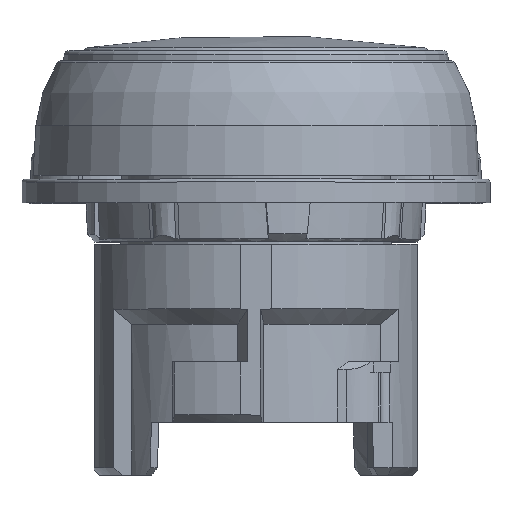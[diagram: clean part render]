
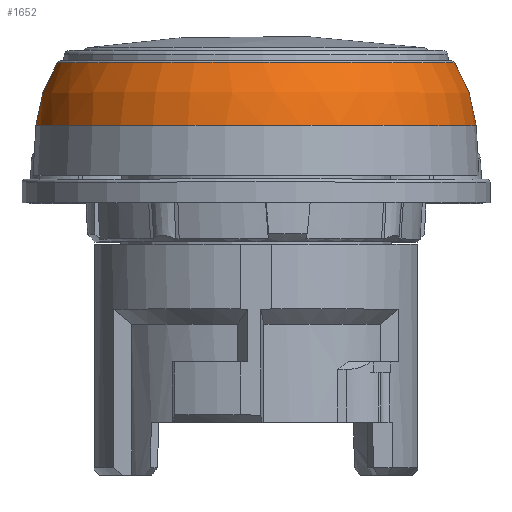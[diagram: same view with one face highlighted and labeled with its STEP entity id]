
A CAD part, top view. The second image highlights one B-rep face of the part: STEP entity #1652.
In plain terms, the highlighted free-form (B-spline) face has degree [2, 2] with [3, 9] control points.
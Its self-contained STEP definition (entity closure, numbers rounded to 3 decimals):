
#54=(
BOUNDED_SURFACE()
B_SPLINE_SURFACE(2,2,((#11263,#11264,#11265,#11266,#11267,#11268,#11269,
#11270,#11271),(#11272,#11273,#11274,#11275,#11276,#11277,#11278,#11279,
#11280),(#11281,#11282,#11283,#11284,#11285,#11286,#11287,#11288,#11289)),
 .UNSPECIFIED.,.F.,.T.,.F.)
B_SPLINE_SURFACE_WITH_KNOTS((3,3),(1,2,2,2,2,2,1),(0.,1.),(-0.25,
0.,0.25,0.5,0.75,1.,1.25),.UNSPECIFIED.)
GEOMETRIC_REPRESENTATION_ITEM()
RATIONAL_B_SPLINE_SURFACE(((1.,0.707,1.,0.707,1.,
0.707,1.,0.707,1.),(0.961,0.68,
0.961,0.68,0.961,0.68,
0.961,0.68,0.961),(1.,0.707,
1.,0.707,1.,0.707,1.,0.707,1.)))
REPRESENTATION_ITEM('')
SURFACE()
);
#1652=ADVANCED_FACE('',(#2060),#54,.F.);
#2060=FACE_OUTER_BOUND('',#2388,.T.);
#2388=EDGE_LOOP('',(#3609,#3610,#3611,#3612,#3613,#3614));
#2582=(
BOUNDED_CURVE()
B_SPLINE_CURVE(2,(#11256,#11257,#11258),.UNSPECIFIED.,.F.,.F.)
B_SPLINE_CURVE_WITH_KNOTS((3,3),(0.,1.),.UNSPECIFIED.)
CURVE()
GEOMETRIC_REPRESENTATION_ITEM()
RATIONAL_B_SPLINE_CURVE((1.,0.961,1.))
REPRESENTATION_ITEM('')
);
#3609=ORIENTED_EDGE('',*,*,#5700,.F.);
#3610=ORIENTED_EDGE('',*,*,#5701,.F.);
#3611=ORIENTED_EDGE('',*,*,#5702,.T.);
#3612=ORIENTED_EDGE('',*,*,#5703,.T.);
#3613=ORIENTED_EDGE('',*,*,#5704,.T.);
#3614=ORIENTED_EDGE('',*,*,#5702,.F.);
#4809=VERTEX_POINT('',#11253);
#4810=VERTEX_POINT('',#11254);
#4811=VERTEX_POINT('',#11259);
#4812=VERTEX_POINT('',#11261);
#5700=EDGE_CURVE('',#4809,#4810,#6377,.T.);
#5701=EDGE_CURVE('',#4810,#4809,#6378,.T.);
#5702=EDGE_CURVE('',#4810,#4811,#2582,.T.);
#5703=EDGE_CURVE('',#4811,#4812,#6379,.T.);
#5704=EDGE_CURVE('',#4812,#4811,#6380,.T.);
#6377=CIRCLE('',#6996,14.593);
#6378=CIRCLE('',#6997,14.593);
#6379=CIRCLE('',#6998,13.155);
#6380=CIRCLE('',#6999,13.155);
#6996=AXIS2_PLACEMENT_3D('',#11252,#8472,#8473);
#6997=AXIS2_PLACEMENT_3D('',#11255,#8474,#8475);
#6998=AXIS2_PLACEMENT_3D('',#11260,#8476,#8477);
#6999=AXIS2_PLACEMENT_3D('',#11262,#8478,#8479);
#8472=DIRECTION('',(0.,-1.,0.));
#8473=DIRECTION('',(-0.469,0.,0.883));
#8474=DIRECTION('',(0.,-1.,0.));
#8475=DIRECTION('',(-0.469,0.,0.883));
#8476=DIRECTION('',(0.,-1.,0.));
#8477=DIRECTION('',(-0.469,0.,0.883));
#8478=DIRECTION('',(0.,-1.,0.));
#8479=DIRECTION('',(-0.469,0.,0.883));
#11252=CARTESIAN_POINT('',(0.,19.65,0.));
#11253=CARTESIAN_POINT('',(-6.851,19.65,12.885));
#11254=CARTESIAN_POINT('',(-12.885,19.65,-6.851));
#11255=CARTESIAN_POINT('',(0.,19.65,0.));
#11256=CARTESIAN_POINT('',(-12.885,19.65,-6.851));
#11257=CARTESIAN_POINT('',(-12.779,21.942,-6.794));
#11258=CARTESIAN_POINT('',(-11.616,23.822,-6.176));
#11259=CARTESIAN_POINT('',(-11.616,23.822,-6.176));
#11260=CARTESIAN_POINT('',(0.,23.822,0.));
#11261=CARTESIAN_POINT('',(-6.176,23.822,11.616));
#11262=CARTESIAN_POINT('',(0.,23.822,0.));
#11263=CARTESIAN_POINT('',(-11.616,23.822,-6.176));
#11264=CARTESIAN_POINT('',(-5.439,23.822,-17.792));
#11265=CARTESIAN_POINT('',(6.176,23.822,-11.616));
#11266=CARTESIAN_POINT('',(17.792,23.822,-5.439));
#11267=CARTESIAN_POINT('',(11.616,23.822,6.176));
#11268=CARTESIAN_POINT('',(5.439,23.822,17.792));
#11269=CARTESIAN_POINT('',(-6.176,23.822,11.616));
#11270=CARTESIAN_POINT('',(-17.792,23.822,5.439));
#11271=CARTESIAN_POINT('',(-11.616,23.822,-6.176));
#11272=CARTESIAN_POINT('',(-12.779,21.942,-6.794));
#11273=CARTESIAN_POINT('',(-5.984,21.942,-19.573));
#11274=CARTESIAN_POINT('',(6.794,21.942,-12.779));
#11275=CARTESIAN_POINT('',(19.573,21.942,-5.984));
#11276=CARTESIAN_POINT('',(12.779,21.942,6.794));
#11277=CARTESIAN_POINT('',(5.984,21.942,19.573));
#11278=CARTESIAN_POINT('',(-6.794,21.942,12.779));
#11279=CARTESIAN_POINT('',(-19.573,21.942,5.984));
#11280=CARTESIAN_POINT('',(-12.779,21.942,-6.794));
#11281=CARTESIAN_POINT('',(-12.885,19.65,-6.851));
#11282=CARTESIAN_POINT('',(-6.034,19.65,-19.736));
#11283=CARTESIAN_POINT('',(6.851,19.65,-12.885));
#11284=CARTESIAN_POINT('',(19.736,19.65,-6.034));
#11285=CARTESIAN_POINT('',(12.885,19.65,6.851));
#11286=CARTESIAN_POINT('',(6.034,19.65,19.736));
#11287=CARTESIAN_POINT('',(-6.851,19.65,12.885));
#11288=CARTESIAN_POINT('',(-19.736,19.65,6.034));
#11289=CARTESIAN_POINT('',(-12.885,19.65,-6.851));
